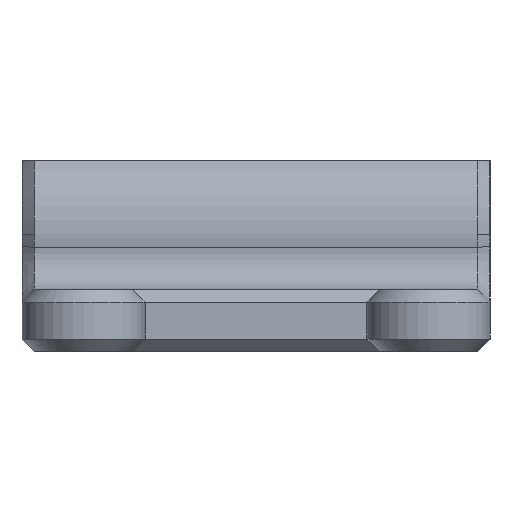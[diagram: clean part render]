
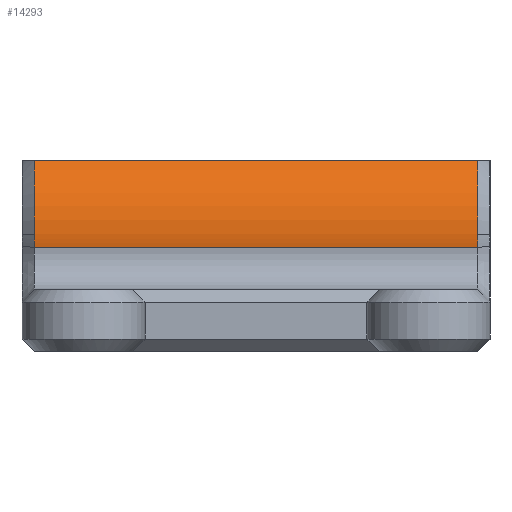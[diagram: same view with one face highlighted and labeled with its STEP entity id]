
A CAD part, left-side view. The second image highlights one B-rep face of the part: STEP entity #14293.
In plain terms, the highlighted cylindrical face has radius 7.5 mm (diameter 15 mm), a partial arc.
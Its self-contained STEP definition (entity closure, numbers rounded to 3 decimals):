
#7912 = CONICAL_SURFACE('',#7913,7.5,0.785);
#7913 = AXIS2_PLACEMENT_3D('',#7914,#7915,#7916);
#7914 = CARTESIAN_POINT('',(-28.,18.,9.5));
#7915 = DIRECTION('',(0.,-1.,0.));
#7916 = DIRECTION('',(-1.,0.,0.));
#7945 = CONICAL_SURFACE('',#7946,7.5,0.785);
#7946 = AXIS2_PLACEMENT_3D('',#7947,#7948,#7949);
#7947 = CARTESIAN_POINT('',(-28.,18.,9.5));
#7948 = DIRECTION('',(0.,-1.,0.));
#7949 = DIRECTION('',(-0.6,0.,0.8));
#7973 = PLANE('',#7974);
#7974 = AXIS2_PLACEMENT_3D('',#7975,#7976,#7977);
#7975 = CARTESIAN_POINT('',(-21.,-19.,15.5));
#7976 = DIRECTION('',(0.,0.,-1.));
#7977 = DIRECTION('',(-0.,-1.,0.));
#10166 = CONICAL_SURFACE('',#10167,7.5,0.785);
#10167 = AXIS2_PLACEMENT_3D('',#10168,#10169,#10170);
#10168 = CARTESIAN_POINT('',(-28.,-18.,9.5));
#10169 = DIRECTION('',(0.,1.,0.));
#10170 = DIRECTION('',(-1.,0.,0.));
#10199 = CONICAL_SURFACE('',#10200,7.5,0.785);
#10200 = AXIS2_PLACEMENT_3D('',#10201,#10202,#10203);
#10201 = CARTESIAN_POINT('',(-28.,-18.,9.5));
#10202 = DIRECTION('',(0.,1.,0.));
#10203 = DIRECTION('',(-0.99,0.,-0.143));
#11624 = VERTEX_POINT('',#11625);
#11625 = CARTESIAN_POINT('',(-35.423,18.,8.429));
#11661 = CYLINDRICAL_SURFACE('',#11662,3.);
#11662 = AXIS2_PLACEMENT_3D('',#11663,#11664,#11665);
#11663 = CARTESIAN_POINT('',(-38.392,-19.,8.));
#11664 = DIRECTION('',(0.,1.,0.));
#11665 = DIRECTION('',(0.99,0.,0.143
    ));
#11677 = VERTEX_POINT('',#11678);
#11678 = CARTESIAN_POINT('',(-35.5,18.,9.5));
#11699 = EDGE_CURVE('',#11677,#11624,#11700,.T.);
#11700 = SURFACE_CURVE('',#11701,(#11706,#11713),.PCURVE_S1.);
#11701 = CIRCLE('',#11702,7.5);
#11702 = AXIS2_PLACEMENT_3D('',#11703,#11704,#11705);
#11703 = CARTESIAN_POINT('',(-28.,18.,9.5));
#11704 = DIRECTION('',(0.,-1.,0.));
#11705 = DIRECTION('',(-1.,0.,0.));
#11706 = PCURVE('',#7912,#11707);
#11707 = DEFINITIONAL_REPRESENTATION('',(#11708),#11712);
#11708 = LINE('',#11709,#11710);
#11709 = CARTESIAN_POINT('',(0.,0.));
#11710 = VECTOR('',#11711,1.);
#11711 = DIRECTION('',(1.,0.));
#11712 = ( GEOMETRIC_REPRESENTATION_CONTEXT(2) 
PARAMETRIC_REPRESENTATION_CONTEXT() REPRESENTATION_CONTEXT('2D SPACE',''
  ) );
#11713 = PCURVE('',#11714,#11719);
#11714 = CYLINDRICAL_SURFACE('',#11715,7.5);
#11715 = AXIS2_PLACEMENT_3D('',#11716,#11717,#11718);
#11716 = CARTESIAN_POINT('',(-28.,-19.,9.5));
#11717 = DIRECTION('',(0.,1.,0.));
#11718 = DIRECTION('',(-1.,0.,0.));
#11719 = DEFINITIONAL_REPRESENTATION('',(#11720),#11724);
#11720 = LINE('',#11721,#11722);
#11721 = CARTESIAN_POINT('',(-6.283,37.));
#11722 = VECTOR('',#11723,1.);
#11723 = DIRECTION('',(-1.,0.));
#11724 = ( GEOMETRIC_REPRESENTATION_CONTEXT(2) 
PARAMETRIC_REPRESENTATION_CONTEXT() REPRESENTATION_CONTEXT('2D SPACE',''
  ) );
#11730 = VERTEX_POINT('',#11731);
#11731 = CARTESIAN_POINT('',(-32.5,18.,15.5));
#11781 = EDGE_CURVE('',#11730,#11677,#11782,.T.);
#11782 = SURFACE_CURVE('',#11783,(#11788,#11795),.PCURVE_S1.);
#11783 = CIRCLE('',#11784,7.5);
#11784 = AXIS2_PLACEMENT_3D('',#11785,#11786,#11787);
#11785 = CARTESIAN_POINT('',(-28.,18.,9.5));
#11786 = DIRECTION('',(0.,-1.,0.));
#11787 = DIRECTION('',(-0.6,0.,0.8));
#11788 = PCURVE('',#7945,#11789);
#11789 = DEFINITIONAL_REPRESENTATION('',(#11790),#11794);
#11790 = LINE('',#11791,#11792);
#11791 = CARTESIAN_POINT('',(0.,0.));
#11792 = VECTOR('',#11793,1.);
#11793 = DIRECTION('',(1.,0.));
#11794 = ( GEOMETRIC_REPRESENTATION_CONTEXT(2) 
PARAMETRIC_REPRESENTATION_CONTEXT() REPRESENTATION_CONTEXT('2D SPACE',''
  ) );
#11795 = PCURVE('',#11714,#11796);
#11796 = DEFINITIONAL_REPRESENTATION('',(#11797),#11801);
#11797 = LINE('',#11798,#11799);
#11798 = CARTESIAN_POINT('',(-5.356,37.));
#11799 = VECTOR('',#11800,1.);
#11800 = DIRECTION('',(-1.,0.));
#11801 = ( GEOMETRIC_REPRESENTATION_CONTEXT(2) 
PARAMETRIC_REPRESENTATION_CONTEXT() REPRESENTATION_CONTEXT('2D SPACE',''
  ) );
#11830 = EDGE_CURVE('',#11831,#11730,#11833,.T.);
#11831 = VERTEX_POINT('',#11832);
#11832 = CARTESIAN_POINT('',(-32.5,-18.,15.5));
#11833 = SURFACE_CURVE('',#11834,(#11838,#11845),.PCURVE_S1.);
#11834 = LINE('',#11835,#11836);
#11835 = CARTESIAN_POINT('',(-32.5,-19.,15.5));
#11836 = VECTOR('',#11837,1.);
#11837 = DIRECTION('',(0.,1.,0.));
#11838 = PCURVE('',#7973,#11839);
#11839 = DEFINITIONAL_REPRESENTATION('',(#11840),#11844);
#11840 = LINE('',#11841,#11842);
#11841 = CARTESIAN_POINT('',(-0.,11.5));
#11842 = VECTOR('',#11843,1.);
#11843 = DIRECTION('',(-1.,-0.));
#11844 = ( GEOMETRIC_REPRESENTATION_CONTEXT(2) 
PARAMETRIC_REPRESENTATION_CONTEXT() REPRESENTATION_CONTEXT('2D SPACE',''
  ) );
#11845 = PCURVE('',#11714,#11846);
#11846 = DEFINITIONAL_REPRESENTATION('',(#11847),#11851);
#11847 = LINE('',#11848,#11849);
#11848 = CARTESIAN_POINT('',(-5.356,0.));
#11849 = VECTOR('',#11850,1.);
#11850 = DIRECTION('',(-0.,1.));
#11851 = ( GEOMETRIC_REPRESENTATION_CONTEXT(2) 
PARAMETRIC_REPRESENTATION_CONTEXT() REPRESENTATION_CONTEXT('2D SPACE',''
  ) );
#12885 = VERTEX_POINT('',#12886);
#12886 = CARTESIAN_POINT('',(-35.5,-18.,9.5));
#12907 = EDGE_CURVE('',#12885,#11831,#12908,.T.);
#12908 = SURFACE_CURVE('',#12909,(#12914,#12921),.PCURVE_S1.);
#12909 = CIRCLE('',#12910,7.5);
#12910 = AXIS2_PLACEMENT_3D('',#12911,#12912,#12913);
#12911 = CARTESIAN_POINT('',(-28.,-18.,9.5));
#12912 = DIRECTION('',(0.,1.,0.));
#12913 = DIRECTION('',(-1.,0.,0.));
#12914 = PCURVE('',#10166,#12915);
#12915 = DEFINITIONAL_REPRESENTATION('',(#12916),#12920);
#12916 = LINE('',#12917,#12918);
#12917 = CARTESIAN_POINT('',(0.,0.));
#12918 = VECTOR('',#12919,1.);
#12919 = DIRECTION('',(1.,0.));
#12920 = ( GEOMETRIC_REPRESENTATION_CONTEXT(2) 
PARAMETRIC_REPRESENTATION_CONTEXT() REPRESENTATION_CONTEXT('2D SPACE',''
  ) );
#12921 = PCURVE('',#11714,#12922);
#12922 = DEFINITIONAL_REPRESENTATION('',(#12923),#12927);
#12923 = LINE('',#12924,#12925);
#12924 = CARTESIAN_POINT('',(-6.283,1.));
#12925 = VECTOR('',#12926,1.);
#12926 = DIRECTION('',(1.,-0.));
#12927 = ( GEOMETRIC_REPRESENTATION_CONTEXT(2) 
PARAMETRIC_REPRESENTATION_CONTEXT() REPRESENTATION_CONTEXT('2D SPACE',''
  ) );
#12933 = VERTEX_POINT('',#12934);
#12934 = CARTESIAN_POINT('',(-35.423,-18.,8.429));
#12955 = EDGE_CURVE('',#12933,#12885,#12956,.T.);
#12956 = SURFACE_CURVE('',#12957,(#12962,#12969),.PCURVE_S1.);
#12957 = CIRCLE('',#12958,7.5);
#12958 = AXIS2_PLACEMENT_3D('',#12959,#12960,#12961);
#12959 = CARTESIAN_POINT('',(-28.,-18.,9.5));
#12960 = DIRECTION('',(0.,1.,0.));
#12961 = DIRECTION('',(-0.99,0.,-0.143));
#12962 = PCURVE('',#10199,#12963);
#12963 = DEFINITIONAL_REPRESENTATION('',(#12964),#12968);
#12964 = LINE('',#12965,#12966);
#12965 = CARTESIAN_POINT('',(0.,0.));
#12966 = VECTOR('',#12967,1.);
#12967 = DIRECTION('',(1.,0.));
#12968 = ( GEOMETRIC_REPRESENTATION_CONTEXT(2) 
PARAMETRIC_REPRESENTATION_CONTEXT() REPRESENTATION_CONTEXT('2D SPACE',''
  ) );
#12969 = PCURVE('',#11714,#12970);
#12970 = DEFINITIONAL_REPRESENTATION('',(#12971),#12975);
#12971 = LINE('',#12972,#12973);
#12972 = CARTESIAN_POINT('',(-6.427,1.));
#12973 = VECTOR('',#12974,1.);
#12974 = DIRECTION('',(1.,-0.));
#12975 = ( GEOMETRIC_REPRESENTATION_CONTEXT(2) 
PARAMETRIC_REPRESENTATION_CONTEXT() REPRESENTATION_CONTEXT('2D SPACE',''
  ) );
#14272 = EDGE_CURVE('',#12933,#11624,#14273,.T.);
#14273 = SURFACE_CURVE('',#14274,(#14278,#14285),.PCURVE_S1.);
#14274 = LINE('',#14275,#14276);
#14275 = CARTESIAN_POINT('',(-35.423,-19.,8.429));
#14276 = VECTOR('',#14277,1.);
#14277 = DIRECTION('',(0.,1.,0.));
#14278 = PCURVE('',#11661,#14279);
#14279 = DEFINITIONAL_REPRESENTATION('',(#14280),#14284);
#14280 = LINE('',#14281,#14282);
#14281 = CARTESIAN_POINT('',(0.,0.));
#14282 = VECTOR('',#14283,1.);
#14283 = DIRECTION('',(0.,1.));
#14284 = ( GEOMETRIC_REPRESENTATION_CONTEXT(2) 
PARAMETRIC_REPRESENTATION_CONTEXT() REPRESENTATION_CONTEXT('2D SPACE',''
  ) );
#14285 = PCURVE('',#11714,#14286);
#14286 = DEFINITIONAL_REPRESENTATION('',(#14287),#14291);
#14287 = LINE('',#14288,#14289);
#14288 = CARTESIAN_POINT('',(-6.427,0.));
#14289 = VECTOR('',#14290,1.);
#14290 = DIRECTION('',(-0.,1.));
#14291 = ( GEOMETRIC_REPRESENTATION_CONTEXT(2) 
PARAMETRIC_REPRESENTATION_CONTEXT() REPRESENTATION_CONTEXT('2D SPACE',''
  ) );
#14293 = ADVANCED_FACE('',(#14294),#11714,.T.);
#14294 = FACE_BOUND('',#14295,.F.);
#14295 = EDGE_LOOP('',(#14296,#14297,#14298,#14299,#14300,#14301));
#14296 = ORIENTED_EDGE('',*,*,#14272,.T.);
#14297 = ORIENTED_EDGE('',*,*,#11699,.F.);
#14298 = ORIENTED_EDGE('',*,*,#11781,.F.);
#14299 = ORIENTED_EDGE('',*,*,#11830,.F.);
#14300 = ORIENTED_EDGE('',*,*,#12907,.F.);
#14301 = ORIENTED_EDGE('',*,*,#12955,.F.);
